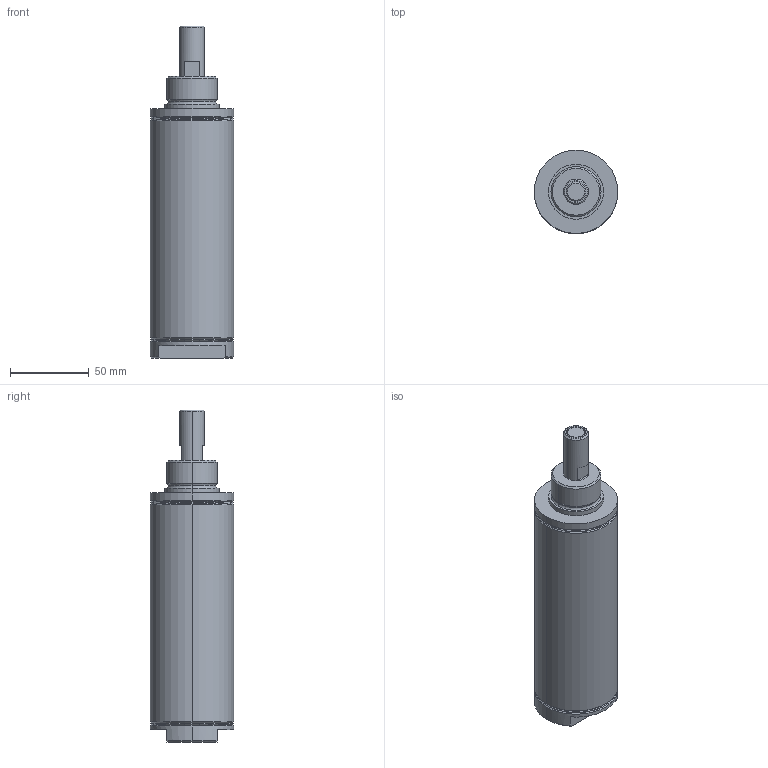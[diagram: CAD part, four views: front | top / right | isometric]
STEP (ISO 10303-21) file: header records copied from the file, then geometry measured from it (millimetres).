
FILE_DESCRIPTION (( 'STEP AP214' ), '1' );
FILE_NAME ('A32020SN.step', '2017-04-04T20:41:16', ( '' ), ( '' ), 'SwSTEP 2.0', 'SolidWorks 2017', '' );
FILE_SCHEMA (( 'AUTOMOTIVE_DESIGN' ));
Length unit declared in the file: inch
Products named in the file (3): A32020SN-Rod; A32020SN-MainBody; A32020SN
Assembly tree (2 placements, depth 2):
  A32020SN
    A32020SN-MainBody
    A32020SN-Rod
Bounding box: 52.83 x 52.83 x 210.57 mm (x, y, z)
Volume: 268950.3 mm3; surface area: 64309.3 mm2
Topology: 2 solids, 2 shells, 76 faces, 160 edges, 96 vertices
Faces by surface type: cone 29, cylinder 22, plane 21, torus 4
Entity records: 2155 total; most frequent: DIRECTION 405, CARTESIAN_POINT 347, ORIENTED_EDGE 316, AXIS2_PLACEMENT_3D 170, EDGE_CURVE 158, VERTEX_POINT 96, CIRCLE 89, EDGE_LOOP 86
